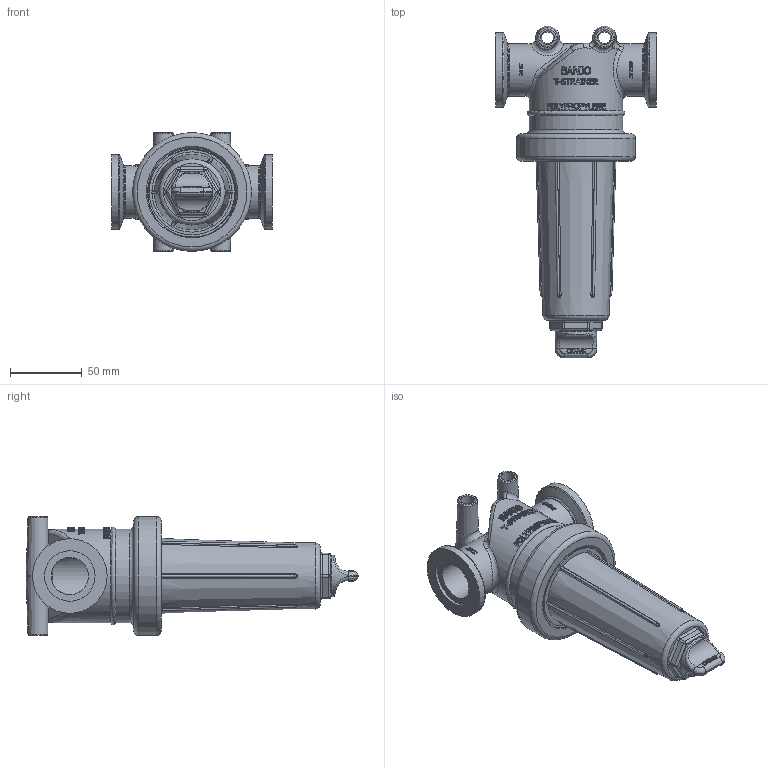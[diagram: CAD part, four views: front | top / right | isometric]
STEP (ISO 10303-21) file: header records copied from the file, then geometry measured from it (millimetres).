
FILE_DESCRIPTION((''),'2;1');
FILE_NAME('MLST100-80.stp','2013-02-06T13:58:34',('mclevenger'),(''),'Autodesk Inventor 2013','Autodesk Inventor 2013','');
FILE_SCHEMA(('AUTOMOTIVE_DESIGN { 1 0 10303 214 1 1 1 1 }'));
Length unit declared in the file: inch
Products named in the file (8): MLST100-80; MLST100-H; LST100-B; LST100-XB; 12777; UV15163; LST100-G; LST180
Assembly tree (7 placements, depth 3):
  MLST100-80
    MLST100-H
    LST100-B
      LST100-XB
      12777
      UV15163
    LST100-G
    LST180
Bounding box: 111.76 x 230.6 x 82.55 mm (x, y, z)
Volume: 310327.5 mm3; surface area: 162982 mm2
Topology: 7 solids, 7 shells, 1343 faces, 3512 edges, 2268 vertices
Faces by surface type: plane 689, bspline 420, cylinder 160, torus 41, cone 27, sphere 6
Full cylindrical faces by diameter (mm): 12.7 x1, 18.542 x6, 24.892 x1, 25.527 x1, 25.908 x2, 28.702 x2, 31.75 x1, 34.671 x1, 35.052 x4, 36.093 x2, 36.576 x2, 37.846 x1, 51.054 x1, 51.816 x2, 53.34 x1, 53.848 x1, 55.744 x2, 59.436 x2, 64.77 x2, 82.55 x1
Entity records: 102531 total; most frequent: CARTESIAN_POINT 73238, ORIENTED_EDGE 6726, DIRECTION 4601, EDGE_CURVE 3363, VERTEX_POINT 2221, AXIS2_PLACEMENT_3D 1539, EDGE_LOOP 1524, VECTOR 1523
